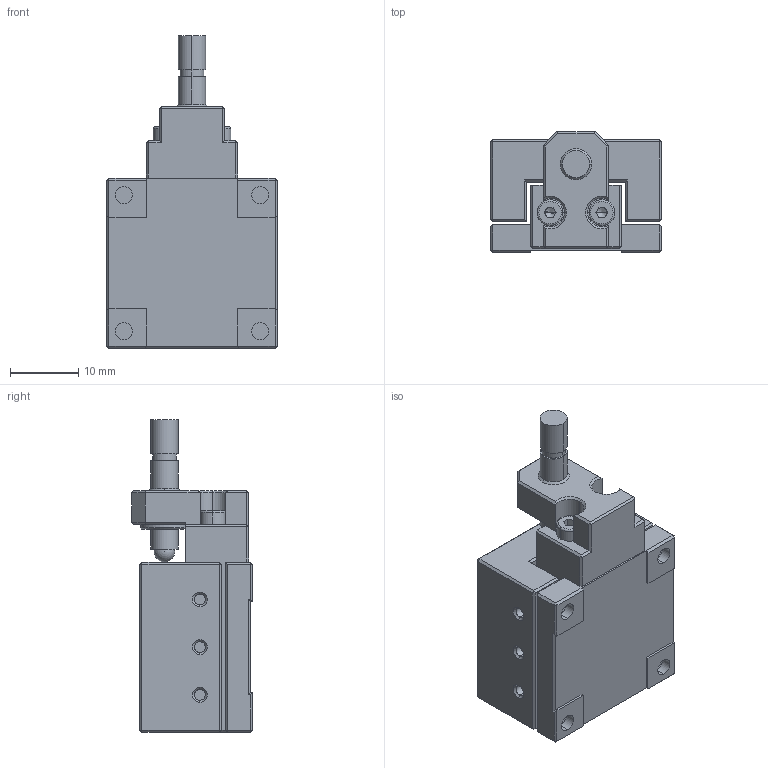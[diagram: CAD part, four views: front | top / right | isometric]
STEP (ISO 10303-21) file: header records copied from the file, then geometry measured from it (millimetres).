
FILE_DESCRIPTION (( 'STEP AP203' ), '1' );
FILE_NAME ('GCM-125001AM三维外形图.STEP', '2016-12-30T00:41:10', ( '' ), ( '' ), 'SwSTEP 2.0', 'SolidWorks 2015', '' );
FILE_SCHEMA (( 'CONFIG_CONTROL_DESIGN' ));
Length unit declared in the file: millimetre
Products named in the file (2): GCM-125001AM三维外形图
Bounding box: 25 x 17.7 x 45.9 mm (x, y, z)
Volume: 10879.3 mm3; surface area: 6269.1 mm2
Topology: 4 solids, 4 shells, 322 faces, 737 edges, 421 vertices
Faces by surface type: plane 175, cylinder 74, cone 67, torus 4, sphere 2
Entity records: 8820 total; most frequent: DIRECTION 1567, CARTESIAN_POINT 1458, ORIENTED_EDGE 1408, EDGE_CURVE 704, AXIS2_PLACEMENT_3D 543, VECTOR 481, LINE 481, VERTEX_POINT 418
